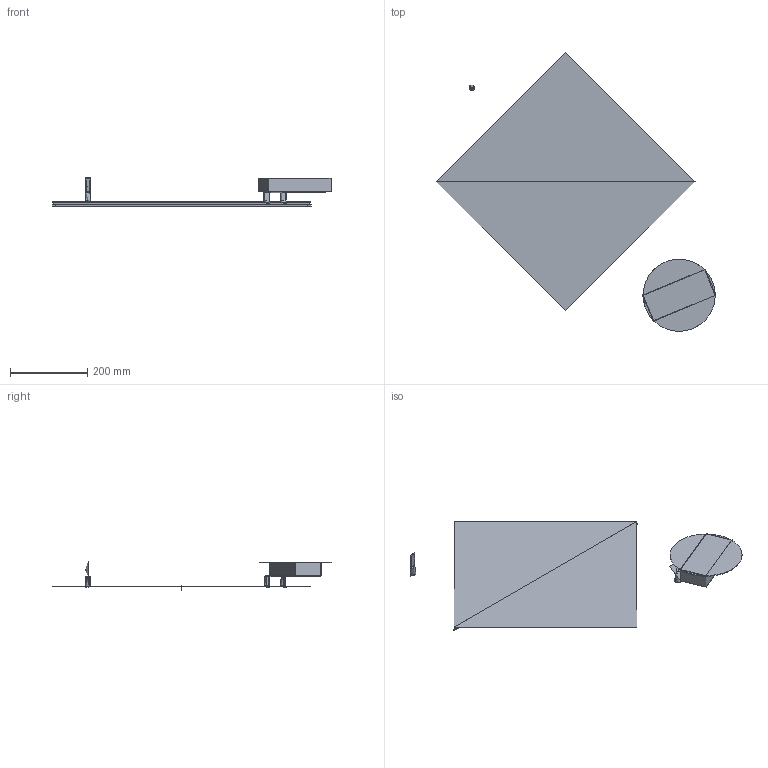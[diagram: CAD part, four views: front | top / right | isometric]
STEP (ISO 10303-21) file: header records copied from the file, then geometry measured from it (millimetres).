
FILE_DESCRIPTION(/* description */ (''),/* implementation_level */ '2;1');
FILE_NAME(/* name */ '3D_discovery parete',/* time_stamp */ '2017-05-05T14:39:54+02:00',/* author */ (''),/* organization */ (''),/* preprocessor_version */ 'ST-DEVELOPER v10',/* originating_system */ '',/* authorisation */ '');
FILE_SCHEMA (('AUTOMOTIVE_DESIGN'));
Length unit declared in the file: millimetre
Products named in the file (1): 1
Bounding box: 723.2 x 719.83 x 77.28 mm (x, y, z)
Volume: 1723385.9 mm3; surface area: 1068028.5 mm2
Topology: 9 solids, 9 shells, 129 faces, 333 edges, 222 vertices
Faces by surface type: bspline 103, plane 26
Entity records: 4955 total; most frequent: CARTESIAN_POINT 2987, ORIENTED_EDGE 652, EDGE_CURVE 326, VERTEX_POINT 222, EDGE_LOOP 152, ADVANCED_FACE 129, FACE_OUTER_BOUND 129, B_SPLINE_CURVE_WITH_KNOTS 118
